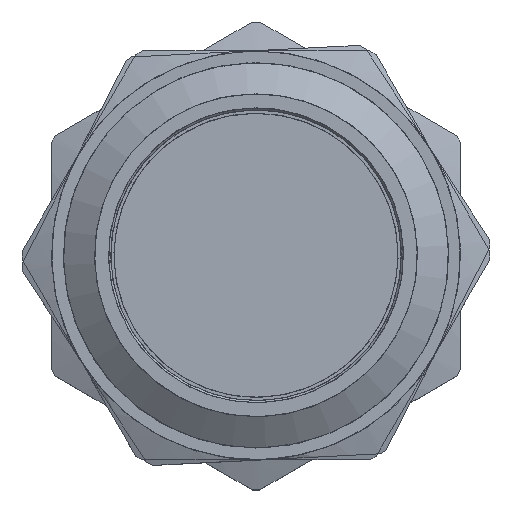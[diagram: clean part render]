
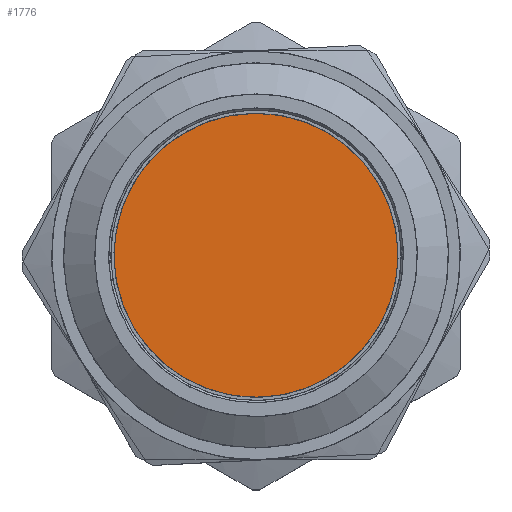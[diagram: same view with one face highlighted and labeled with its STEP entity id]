
A CAD part, top view. The second image highlights one B-rep face of the part: STEP entity #1776.
In plain terms, the highlighted planar face has unit normal (0, 0, 1).
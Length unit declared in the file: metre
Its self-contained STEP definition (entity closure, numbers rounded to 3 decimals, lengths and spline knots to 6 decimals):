
#1776 = ADVANCED_FACE( '', ( #2593 ), #2594, .F. );
#2593 = FACE_OUTER_BOUND( '', #4178, .T. );
#2594 = PLANE( '', #4179 );
#4178 = EDGE_LOOP( '', ( #6521 ) );
#4179 = AXIS2_PLACEMENT_3D( '', #6522, #6523, #6524 );
#6521 = ORIENTED_EDGE( '', *, *, #9274, .F. );
#6522 = CARTESIAN_POINT( '', ( 0., 0., 0.0012 ) );
#6523 = DIRECTION( '', ( 0., 0., -1. ) );
#6524 = DIRECTION( '', ( -1., 0., 0. ) );
#9274 = EDGE_CURVE( '', #10713, #10713, #10714, .T. );
#10713 = VERTEX_POINT( '', #13614 );
#10714 = CIRCLE( '', #13615, 0.0066 );
#13614 = CARTESIAN_POINT( '', ( 0.0066, 0., 0.0012 ) );
#13615 = AXIS2_PLACEMENT_3D( '', #15766, #15767, #15768 );
#15766 = CARTESIAN_POINT( '', ( 0., 0., 0.0012 ) );
#15767 = DIRECTION( '', ( 0., 0., -1. ) );
#15768 = DIRECTION( '', ( 1., 0., 0. ) );
